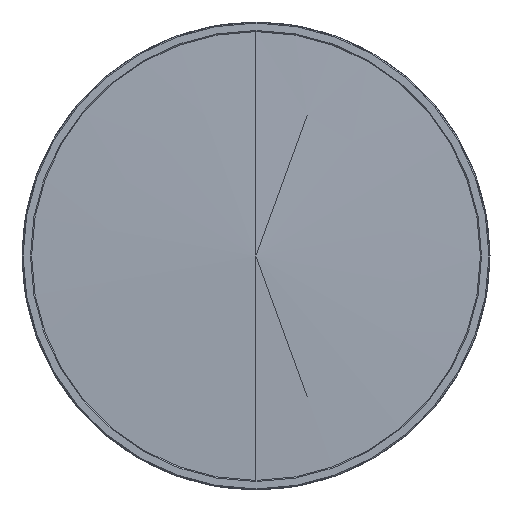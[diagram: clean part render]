
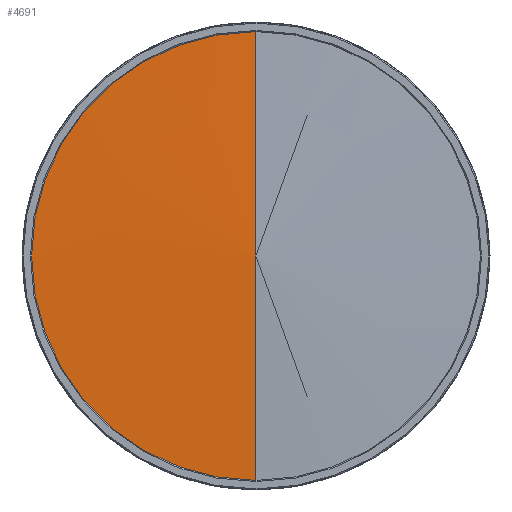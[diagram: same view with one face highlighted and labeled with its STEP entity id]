
A CAD part, left-side view. The second image highlights one B-rep face of the part: STEP entity #4691.
In plain terms, the highlighted conical face has half-angle 88.134 degrees and reference radius 30689.6 mm.
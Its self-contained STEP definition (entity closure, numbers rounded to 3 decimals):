
#76 = CARTESIAN_POINT ( 'NONE',  ( 3.312, 0., 101.65 ) ) ;
#557 = DIRECTION ( 'NONE',  ( 1., 0., 0. ) ) ;
#815 = DIRECTION ( 'NONE',  ( 0., 0., -1. ) ) ;
#1106 = AXIS2_PLACEMENT_3D ( 'NONE', #4246, #6255, #815 ) ;
#1110 = VERTEX_POINT ( 'NONE', #6040 ) ;
#1437 = VERTEX_POINT ( 'NONE', #76 ) ;
#1763 = DIRECTION ( 'NONE',  ( 0.033, 0., -0.999 ) ) ;
#2151 = LINE ( 'NONE', #3979, #5924 ) ;
#2500 = CARTESIAN_POINT ( 'NONE',  ( 3.312, 0., -101.65 ) ) ;
#2951 = AXIS2_PLACEMENT_3D ( 'NONE', #5011, #557, #3962 ) ;
#2987 = ORIENTED_EDGE ( 'NONE', *, *, #3892, .T. ) ;
#3506 = CONICAL_SURFACE ( 'NONE', #1106, 30689.637, 1.538 ) ;
#3641 = CARTESIAN_POINT ( 'NONE',  ( 0., 0., 0. ) ) ;
#3892 = EDGE_CURVE ( 'NONE', #1110, #1437, #2151, .T. ) ;
#3962 = DIRECTION ( 'NONE',  ( 0., 0., -1. ) ) ;
#3966 = FACE_OUTER_BOUND ( 'NONE', #6123, .T. ) ;
#3979 = CARTESIAN_POINT ( 'NONE',  ( 0., 0., 0. ) ) ;
#4049 = CIRCLE ( 'NONE', #2951, 101.65 ) ;
#4138 = EDGE_CURVE ( 'NONE', #1110, #5859, #5380, .T. ) ;
#4246 = CARTESIAN_POINT ( 'NONE',  ( 1000., 0., 0. ) ) ;
#4691 = ADVANCED_FACE ( 'NONE', ( #3966 ), #3506, .T. ) ;
#4915 = EDGE_CURVE ( 'NONE', #5859, #1437, #4049, .T. ) ;
#5011 = CARTESIAN_POINT ( 'NONE',  ( 3.312, 0., 0. ) ) ;
#5065 = VECTOR ( 'NONE', #1763, 1000. ) ;
#5210 = ORIENTED_EDGE ( 'NONE', *, *, #4138, .F. ) ;
#5380 = LINE ( 'NONE', #3641, #5065 ) ;
#5443 = DIRECTION ( 'NONE',  ( 0.033, 0., 0.999 ) ) ;
#5774 = ORIENTED_EDGE ( 'NONE', *, *, #4915, .F. ) ;
#5859 = VERTEX_POINT ( 'NONE', #2500 ) ;
#5924 = VECTOR ( 'NONE', #5443, 1000. ) ;
#6040 = CARTESIAN_POINT ( 'NONE',  ( 0., 0., 0. ) ) ;
#6123 = EDGE_LOOP ( 'NONE', ( #5210, #2987, #5774 ) ) ;
#6255 = DIRECTION ( 'NONE',  ( 1., 0., 0. ) ) ;
